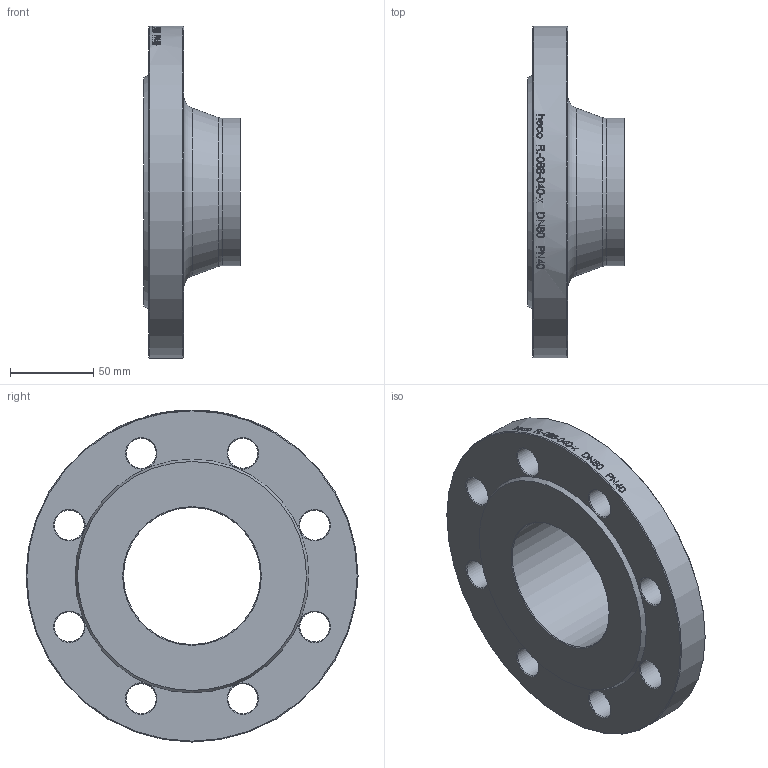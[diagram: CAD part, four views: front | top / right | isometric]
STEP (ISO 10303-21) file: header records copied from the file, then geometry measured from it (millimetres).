
FILE_DESCRIPTION (( 'STEP AP214' ), '1' );
FILE_NAME ('FL-088-040-x Vorschweissflansch PN40 DN80 iso DIN2635 2009.STEP', '2020-09-24T12:15:07', ( '' ), ( '' ), 'SwSTEP 2.0', 'SolidWorks 2019', '' );
FILE_SCHEMA (( 'AUTOMOTIVE_DESIGN' ));
Length unit declared in the file: millimetre
Products named in the file (1): FL-088-040-x Vorschweissflansch PN40 DN80 iso DIN2635 2009
Bounding box: 58 x 200 x 200 mm (x, y, z)
Volume: 591087.7 mm3; surface area: 93486.3 mm2
Topology: 1 solids, 1 shells, 79 faces, 350 edges, 315 vertices
Faces by surface type: cylinder 52, cone 21, plane 4, torus 2
Full cylindrical faces by diameter (mm): 18 x8, 82.5 x1, 88.9 x1, 200 x1
Entity records: 8856 total; most frequent: CARTESIAN_POINT 5918, ORIENTED_EDGE 606, DIRECTION 396, EDGE_CURVE 303, VERTEX_POINT 303, AXIS2_PLACEMENT_3D 177, EDGE_LOOP 174, B_SPLINE_CURVE_WITH_KNOTS 164
